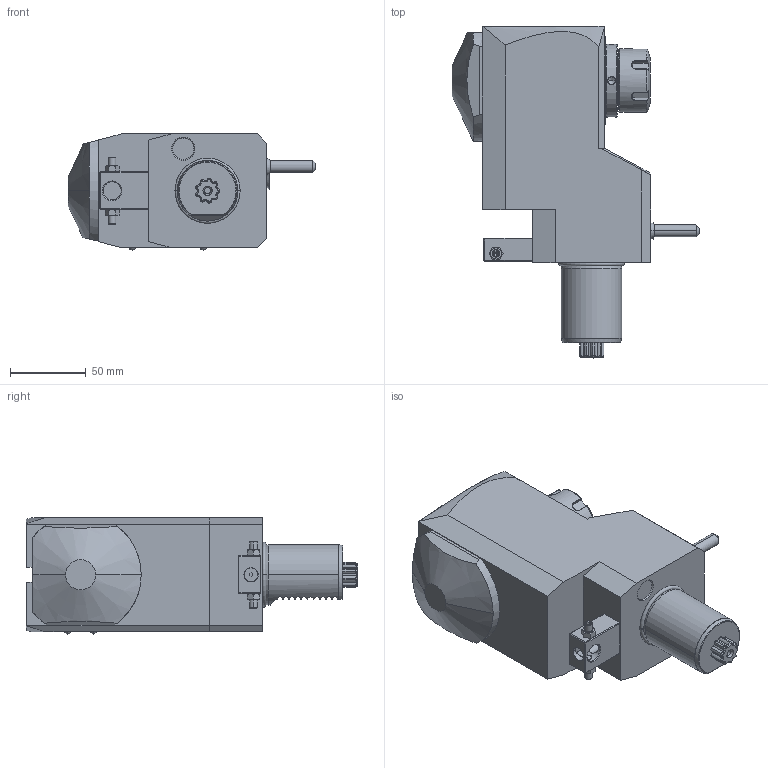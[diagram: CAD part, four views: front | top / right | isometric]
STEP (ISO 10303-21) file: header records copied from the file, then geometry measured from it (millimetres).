
FILE_DESCRIPTION((''),'2;1');
FILE_NAME('NGT1_40_411_25_1_1_120','2017-03-13T',('vali'),('NOVA GRUP'),'PRO/ENGINEER BY PARAMETRIC TECHNOLOGY CORPORATION, 2010280','PRO/ENGINEER BY PARAMETRIC TECHNOLOGY CORPORATION, 2010280','');
FILE_SCHEMA(('CONFIG_CONTROL_DESIGN'));
Length unit declared in the file: millimetre
Products named in the file (1): NGT1_40_411_25_1_1_120
Bounding box: 163.5 x 219 x 76.6 mm (x, y, z)
Volume: 1163902 mm3; surface area: 86506.4 mm2
Topology: 1 solids, 1 shells, 492 faces, 1255 edges, 776 vertices
Faces by surface type: plane 202, cylinder 124, cone 92, bspline 54, torus 12, sphere 6, extrusion 2
Entity records: 21068 total; most frequent: CARTESIAN_POINT 9925, ORIENTED_EDGE 2478, DIRECTION 2015, EDGE_CURVE 1239, VERTEX_POINT 776, AXIS2_PLACEMENT_3D 701, VECTOR 613, LINE 611
